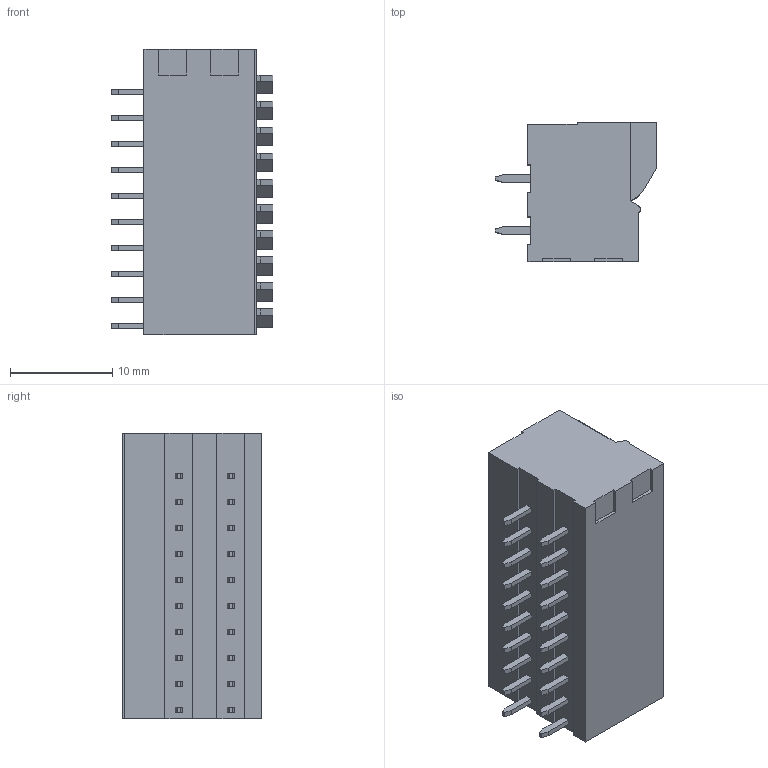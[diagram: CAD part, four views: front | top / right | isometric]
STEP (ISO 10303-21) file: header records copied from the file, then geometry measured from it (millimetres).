
FILE_DESCRIPTION((''),'2;1');
FILE_NAME('10','2020-06-04T',('P'),(''),'PRO/ENGINEER BY PARAMETRIC TECHNOLOGY CORPORATION, 2010280','PRO/ENGINEER BY PARAMETRIC TECHNOLOGY CORPORATION, 2010280','');
FILE_SCHEMA(('CONFIG_CONTROL_DESIGN'));
Length unit declared in the file: millimetre
Products named in the file (1): 10
Bounding box: 15.8 x 13.6 x 27.94 mm (x, y, z)
Volume: 3866 mm3; surface area: 2663.8 mm2
Topology: 1 solids, 1 shells, 527 faces, 1445 edges, 960 vertices
Faces by surface type: plane 436, cylinder 51, cone 20, bspline 20
Entity records: 17139 total; most frequent: CARTESIAN_POINT 3672, ORIENTED_EDGE 2890, DIRECTION 2581, EDGE_CURVE 1445, VECTOR 1243, LINE 1243, VERTEX_POINT 960, AXIS2_PLACEMENT_3D 669
